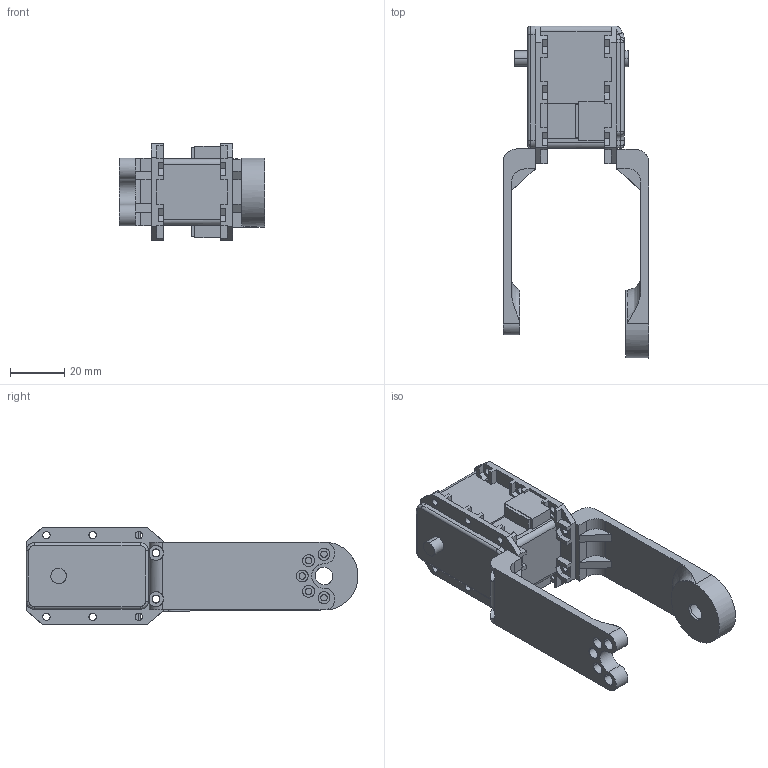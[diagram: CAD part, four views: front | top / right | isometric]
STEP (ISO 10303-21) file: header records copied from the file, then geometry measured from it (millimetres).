
FILE_DESCRIPTION (( 'STEP AP214' ), '1' );
FILE_NAME ('perna2_Valor predeterminado_sldprt.STEP', '2022-10-09T14:50:55', ( '' ), ( '' ), 'SwSTEP 2.0', 'SolidWorks 2022', '' );
FILE_SCHEMA (( 'AUTOMOTIVE_DESIGN' ));
Length unit declared in the file: millimetre
Products named in the file (1): perna2_Valor predeterminado_sldprt
Bounding box: 53.6 x 122.13 x 35.6 mm (x, y, z)
Volume: 59360.8 mm3; surface area: 21631.2 mm2
Topology: 3 solids, 3 shells, 434 faces, 1163 edges, 748 vertices
Faces by surface type: plane 283, cylinder 131, bspline 18, torus 2
Entity records: 18895 total; most frequent: CARTESIAN_POINT 10342, ORIENTED_EDGE 2326, EDGE_CURVE 1163, B_SPLINE_CURVE_WITH_KNOTS 1153, DIRECTION 834, VERTEX_POINT 748, EDGE_LOOP 499, FACE_OUTER_BOUND 434
